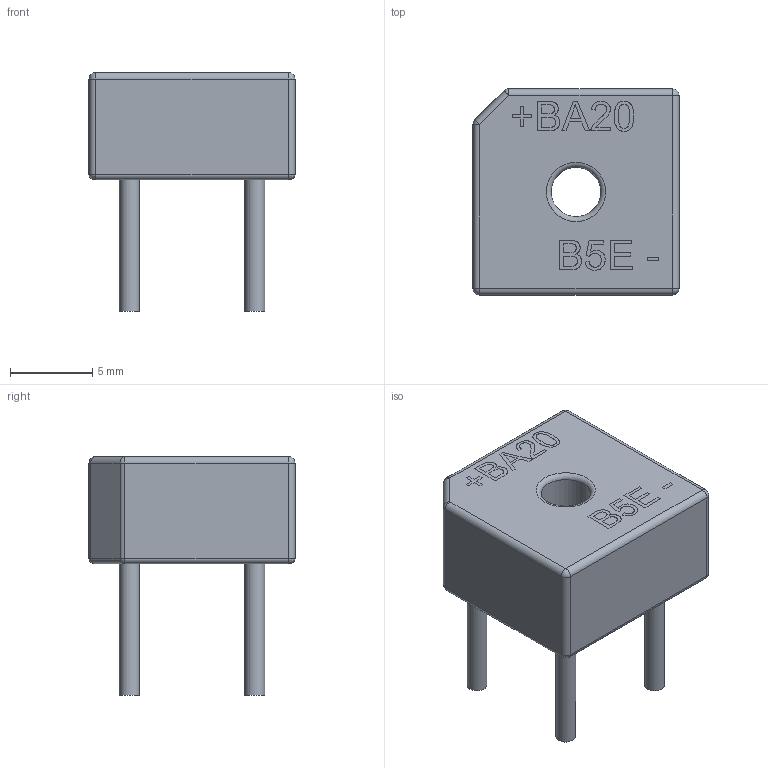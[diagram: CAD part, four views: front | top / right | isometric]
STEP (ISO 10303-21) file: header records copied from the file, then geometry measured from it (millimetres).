
FILE_DESCRIPTION(/* description */ (''),/* implementation_level */ '2;1');
FILE_NAME(/* name */ 'BA20 rectifier bridge v3.step',/* time_stamp */ '2021-03-25T05:30:36+01:00',/* author */ (''),/* organization */ (''),/* preprocessor_version */ 'ST-DEVELOPER v18.1',/* originating_system */ 'Autodesk Translation Framework v9.10.0.1330',/* authorisation */ '');
FILE_SCHEMA (('AUTOMOTIVE_DESIGN { 1 0 10303 214 3 1 1 }'));
Length unit declared in the file: millimetre
Products named in the file (1): BA20 rectifier bridge
Bounding box: 12.5 x 12.5 x 14.5 mm (x, y, z)
Volume: 961.2 mm3; surface area: 840.7 mm2
Topology: 14 solids, 14 shells, 437 faces, 1154 edges, 758 vertices
Faces by surface type: bspline 217, plane 188, cylinder 25, sphere 5, torus 2
Full cylindrical faces by diameter (mm): 1.2 x4, 3 x1
Entity records: 15563 total; most frequent: CARTESIAN_POINT 6110, ORIENTED_EDGE 2302, DIRECTION 1246, EDGE_CURVE 1151, VERTEX_POINT 758, LINE 660, VECTOR 660, EDGE_LOOP 467
